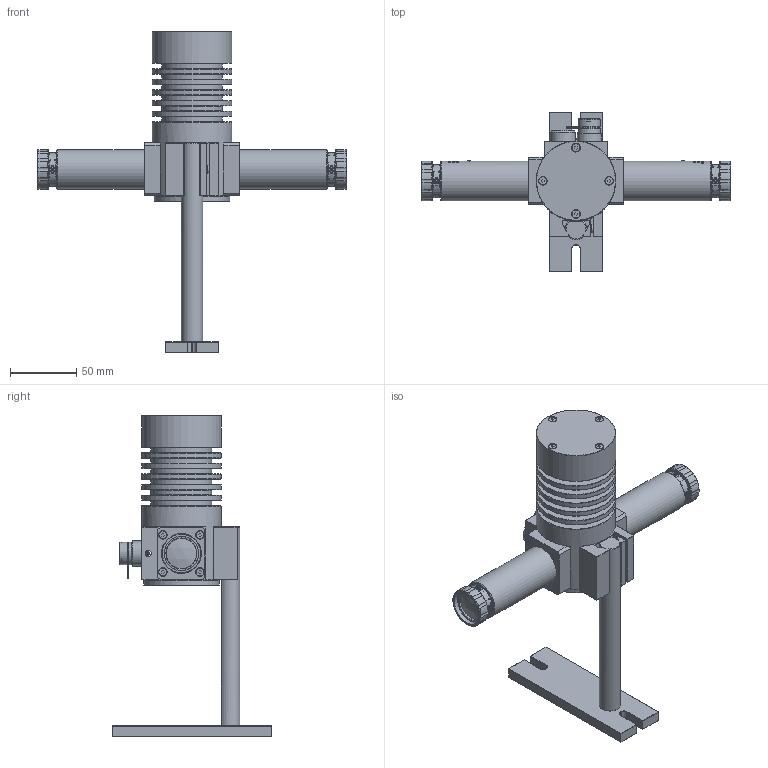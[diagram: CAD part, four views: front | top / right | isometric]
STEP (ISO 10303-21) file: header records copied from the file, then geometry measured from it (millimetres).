
FILE_DESCRIPTION(/* description */ (''),/* implementation_level */ '2;1');
FILE_NAME(/* name */ 'UltraFastShutter.stp',/* time_stamp */ '2020-02-11T17:25:56+02:00',/* author */ ('JustasPc'),/* organization */ (''),/* preprocessor_version */ 'ST-DEVELOPER v17.2',/* originating_system */ 'Autodesk Inventor 2019',/* authorisation */ '');
FILE_SCHEMA (('AUTOMOTIVE_DESIGN { 1 0 10303 214 3 1 1 }'));
Products named in the file (1): UltraFastShutter
Bounding box: 233.6 x 120 x 242 mm (x, y, z)
Volume: 552733.6 mm3; surface area: 93794.5 mm2
Topology: 1 solids, 15 shells, 2874 faces, 7596 edges, 5000 vertices
Faces by surface type: plane 1386, bspline 876, cylinder 388, cone 193, torus 27, sphere 4
Full cylindrical faces by diameter (mm): 2 x2, 2.35 x6, 2.459 x4, 2.529 x6, 3 x20, 3.059 x6, 3.2 x8, 3.3 x12, 3.8 x3, 4 x6, 4.5 x3, 4.917 x2, 6 x22, 6.2 x1, 12 x1, 17 x2, 18 x1, 19 x1, 22.911 x2, 24.5 x2, 25.4 x2, 25.5 x2, 26.088 x4, 27 x2, 30 x2, 46 x6, 57 x1, 60 x7
Entity records: 132757 total; most frequent: CARTESIAN_POINT 63406, ORIENTED_EDGE 15174, DIRECTION 11431, EDGE_CURVE 7587, VERTEX_POINT 5000, AXIS2_PLACEMENT_3D 3831, LINE 3769, VECTOR 3769
